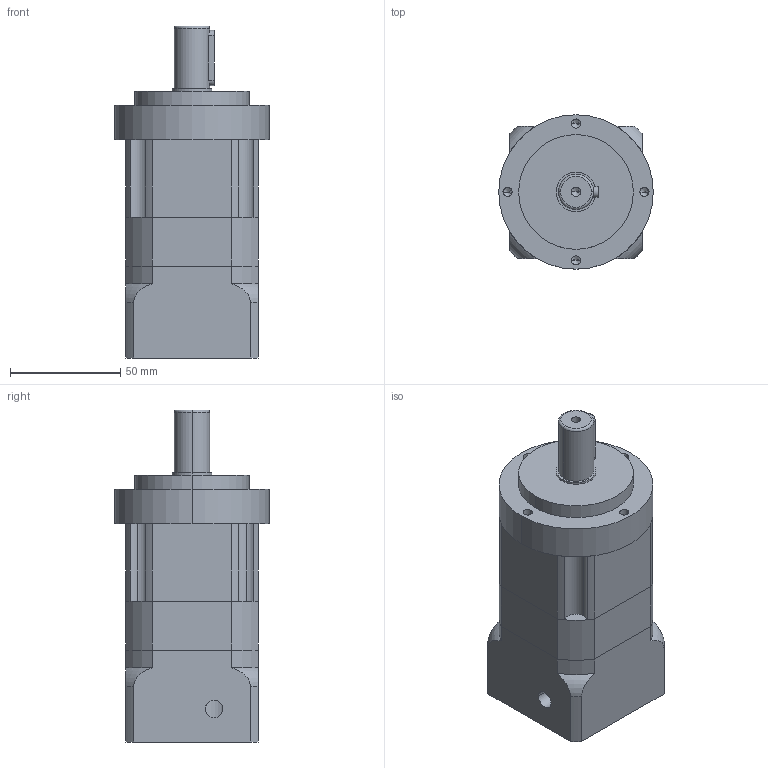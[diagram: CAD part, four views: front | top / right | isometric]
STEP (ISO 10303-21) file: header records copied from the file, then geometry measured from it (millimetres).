
FILE_DESCRIPTION (( 'STEP AP214' ), '1' );
FILE_NAME ('DML060-L2-XX-14-50-70-M5_2019.STEP', '2019-09-24T09:20:19', ( 'Y' ), ( 'NCU' ), 'SwSTEP 2.0', 'SolidWorks 2016', '' );
FILE_SCHEMA (( 'AUTOMOTIVE_DESIGN' ));
Length unit declared in the file: millimetre
Products named in the file (1): DML060-L2-XX-14-50-70-M5_2019
Bounding box: 70 x 70 x 150.5 mm (x, y, z)
Volume: 370743.9 mm3; surface area: 73760 mm2
Topology: 4 solids, 4 shells, 294 faces, 734 edges, 468 vertices
Faces by surface type: plane 130, cylinder 124, cone 34, torus 6
Entity records: 10450 total; most frequent: CARTESIAN_POINT 2031, DIRECTION 1563, ORIENTED_EDGE 1432, EDGE_CURVE 716, AXIS2_PLACEMENT_3D 572, VERTEX_POINT 468, LINE 419, VECTOR 419
